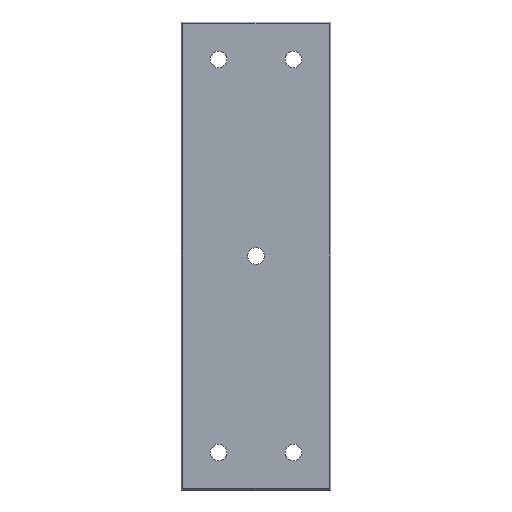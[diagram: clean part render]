
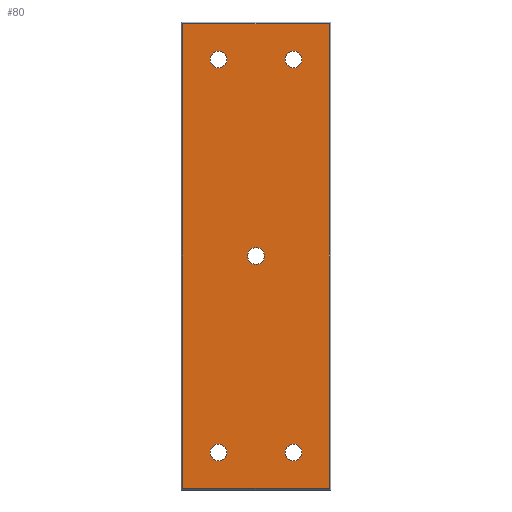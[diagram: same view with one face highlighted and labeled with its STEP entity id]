
A CAD part, front view. The second image highlights one B-rep face of the part: STEP entity #80.
In plain terms, the highlighted planar face has unit normal (0, -1, 0).
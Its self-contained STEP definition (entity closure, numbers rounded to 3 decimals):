
#80 = ADVANCED_FACE( '', ( #120, #121, #122, #123, #124, #125 ), #126, .T. );
#120 = FACE_BOUND( '', #218, .T. );
#121 = FACE_BOUND( '', #219, .T. );
#122 = FACE_BOUND( '', #220, .T. );
#123 = FACE_BOUND( '', #221, .T. );
#124 = FACE_BOUND( '', #222, .T. );
#125 = FACE_OUTER_BOUND( '', #223, .T. );
#126 = PLANE( '', #224 );
#218 = EDGE_LOOP( '', ( #341 ) );
#219 = EDGE_LOOP( '', ( #342 ) );
#220 = EDGE_LOOP( '', ( #343 ) );
#221 = EDGE_LOOP( '', ( #344 ) );
#222 = EDGE_LOOP( '', ( #345 ) );
#223 = EDGE_LOOP( '', ( #346, #347, #348, #349 ) );
#224 = AXIS2_PLACEMENT_3D( '', #350, #351, #352 );
#341 = ORIENTED_EDGE( '', *, *, #532, .F. );
#342 = ORIENTED_EDGE( '', *, *, #533, .F. );
#343 = ORIENTED_EDGE( '', *, *, #534, .F. );
#344 = ORIENTED_EDGE( '', *, *, #535, .F. );
#345 = ORIENTED_EDGE( '', *, *, #536, .F. );
#346 = ORIENTED_EDGE( '', *, *, #531, .F. );
#347 = ORIENTED_EDGE( '', *, *, #537, .T. );
#348 = ORIENTED_EDGE( '', *, *, #538, .T. );
#349 = ORIENTED_EDGE( '', *, *, #518, .T. );
#350 = CARTESIAN_POINT( '', ( -39., 0., -250. ) );
#351 = DIRECTION( '', ( 0., -1., 0. ) );
#352 = DIRECTION( '', ( 0., 0., -1. ) );
#518 = EDGE_CURVE( '', #575, #576, #577, .T. );
#531 = EDGE_CURVE( '', #596, #576, #598, .T. );
#532 = EDGE_CURVE( '', #599, #599, #600, .T. );
#533 = EDGE_CURVE( '', #601, #601, #602, .T. );
#534 = EDGE_CURVE( '', #603, #603, #604, .T. );
#535 = EDGE_CURVE( '', #605, #605, #606, .T. );
#536 = EDGE_CURVE( '', #607, #607, #608, .T. );
#537 = EDGE_CURVE( '', #596, #609, #610, .T. );
#538 = EDGE_CURVE( '', #609, #575, #611, .T. );
#575 = VERTEX_POINT( '', #673 );
#576 = VERTEX_POINT( '', #674 );
#577 = LINE( '', #675, #676 );
#596 = VERTEX_POINT( '', #706 );
#598 = LINE( '', #709, #710 );
#599 = VERTEX_POINT( '', #711 );
#600 = CIRCLE( '', #712, 4.5 );
#601 = VERTEX_POINT( '', #713 );
#602 = CIRCLE( '', #714, 4.5 );
#603 = VERTEX_POINT( '', #715 );
#604 = CIRCLE( '', #716, 4.5 );
#605 = VERTEX_POINT( '', #717 );
#606 = CIRCLE( '', #718, 4.5 );
#607 = VERTEX_POINT( '', #719 );
#608 = CIRCLE( '', #720, 4.5 );
#609 = VERTEX_POINT( '', #721 );
#610 = LINE( '', #722, #723 );
#611 = LINE( '', #724, #725 );
#673 = CARTESIAN_POINT( '', ( 39., 0., -1. ) );
#674 = CARTESIAN_POINT( '', ( -39., 0., -1. ) );
#675 = CARTESIAN_POINT( '', ( -39., 0., -1. ) );
#676 = VECTOR( '', #787, 1000. );
#706 = CARTESIAN_POINT( '', ( -39., 0., -249. ) );
#709 = CARTESIAN_POINT( '', ( -39., 0., -250. ) );
#710 = VECTOR( '', #800, 1000. );
#711 = CARTESIAN_POINT( '', ( -20., 0., -234.5 ) );
#712 = AXIS2_PLACEMENT_3D( '', #801, #802, #803 );
#713 = CARTESIAN_POINT( '', ( 20., 0., -234.5 ) );
#714 = AXIS2_PLACEMENT_3D( '', #804, #805, #806 );
#715 = CARTESIAN_POINT( '', ( -20., 0., -24.5 ) );
#716 = AXIS2_PLACEMENT_3D( '', #807, #808, #809 );
#717 = CARTESIAN_POINT( '', ( 20., 0., -24.5 ) );
#718 = AXIS2_PLACEMENT_3D( '', #810, #811, #812 );
#719 = CARTESIAN_POINT( '', ( 0., 0., -129.5 ) );
#720 = AXIS2_PLACEMENT_3D( '', #813, #814, #815 );
#721 = CARTESIAN_POINT( '', ( 39., 0., -249. ) );
#722 = CARTESIAN_POINT( '', ( -39., 0., -249. ) );
#723 = VECTOR( '', #816, 1000. );
#724 = CARTESIAN_POINT( '', ( 39., 0., -250. ) );
#725 = VECTOR( '', #817, 1000. );
#787 = DIRECTION( '', ( -1., 0., 0. ) );
#800 = DIRECTION( '', ( 0., 0., 1. ) );
#801 = CARTESIAN_POINT( '', ( -20., 0., -230. ) );
#802 = DIRECTION( '', ( 0., -1., 0. ) );
#803 = DIRECTION( '', ( 0., 0., -1. ) );
#804 = CARTESIAN_POINT( '', ( 20., 0., -230. ) );
#805 = DIRECTION( '', ( 0., -1., 0. ) );
#806 = DIRECTION( '', ( 0., 0., -1. ) );
#807 = CARTESIAN_POINT( '', ( -20., 0., -20. ) );
#808 = DIRECTION( '', ( 0., -1., 0. ) );
#809 = DIRECTION( '', ( 0., 0., -1. ) );
#810 = CARTESIAN_POINT( '', ( 20., 0., -20. ) );
#811 = DIRECTION( '', ( 0., -1., 0. ) );
#812 = DIRECTION( '', ( 0., 0., -1. ) );
#813 = CARTESIAN_POINT( '', ( 0., 0., -125. ) );
#814 = DIRECTION( '', ( 0., -1., 0. ) );
#815 = DIRECTION( '', ( 0., 0., -1. ) );
#816 = DIRECTION( '', ( 1., 0., 0. ) );
#817 = DIRECTION( '', ( 0., 0., 1. ) );
